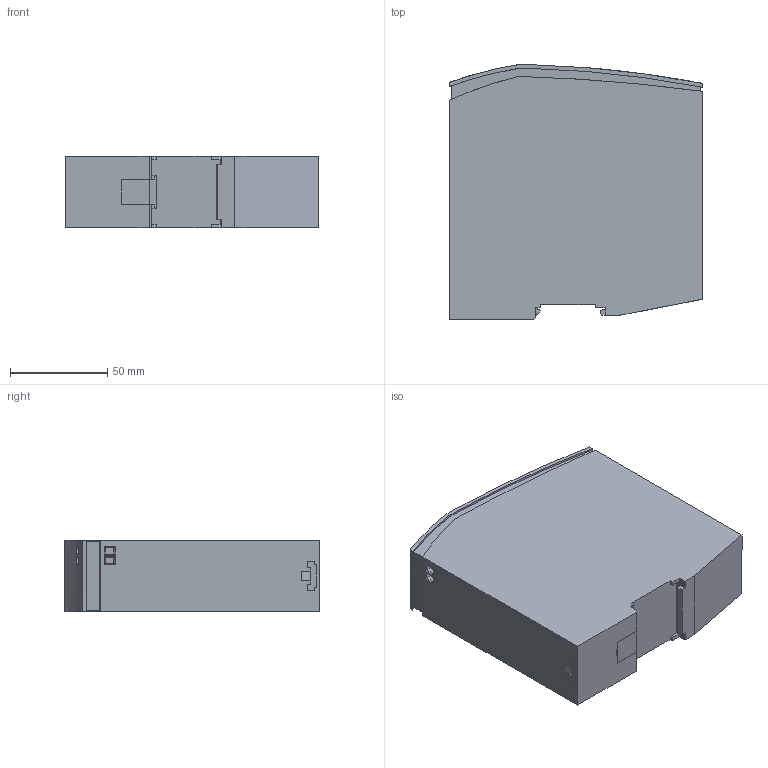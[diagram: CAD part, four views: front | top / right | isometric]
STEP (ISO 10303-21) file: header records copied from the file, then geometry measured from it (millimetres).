
FILE_DESCRIPTION(('SolidDesigner STEP Export'),'2;1');
FILE_NAME('2904376_UNO_PS_1AC_24DC_150W-select.stp','2015-01-21T13:42:00',(''),(''),'Creo Elements/Direct Modeling STEP processor for AP214 (Solid Model)','Creo Elements/Direct Modeling 18.1B 29-Sep-2012 (C) Parametric Technology GmbH','');
FILE_SCHEMA(('AUTOMOTIVE_DESIGN { 1 0 10303 214 1 1 1 1 }'));
Length unit declared in the file: millimetre
Products named in the file (2): 2904376_UNO_PS_1AC_24DC_150W-select
Assembly tree (1 placements, depth 2):
  2904376_UNO_PS_1AC_24DC_150W-select
    2904376_UNO_PS_1AC_24DC_150W-select
Bounding box: 130 x 131 x 37 mm (x, y, z)
Volume: 590429.9 mm3; surface area: 52577.5 mm2
Topology: 1 solids, 1 shells, 186 faces, 497 edges, 328 vertices
Faces by surface type: plane 159, cylinder 27
Entity records: 10366 total; most frequent: CARTESIAN_POINT 4258, ORIENTED_EDGE 994, DIRECTION 856, EDGE_CURVE 497, VECTOR 394, LINE 394, VERTEX_POINT 328, AXIS2_PLACEMENT_3D 231
